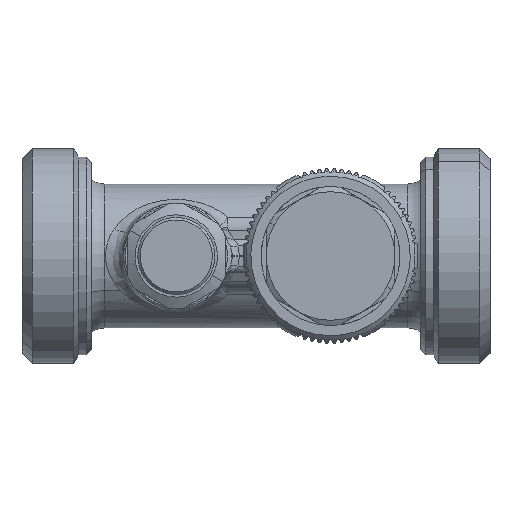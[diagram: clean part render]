
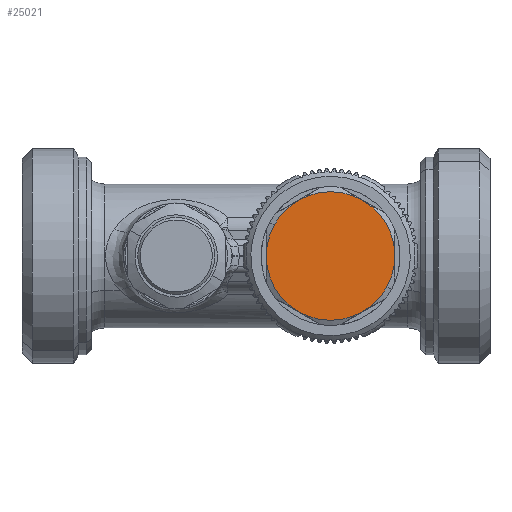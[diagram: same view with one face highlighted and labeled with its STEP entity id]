
A CAD part, left-side view. The second image highlights one B-rep face of the part: STEP entity #25021.
In plain terms, the highlighted planar face has unit normal (-1, 0, 0).
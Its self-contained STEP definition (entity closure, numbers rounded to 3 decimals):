
#24854=CARTESIAN_POINT('Axis2P3D Location',(-90.75,-12.5,0.)) ;
#24859=CARTESIAN_POINT('Axis2P3D Location',(-90.75,0.,0.)) ;
#24863=CARTESIAN_POINT('Vertex',(-90.75,12.5,0.003)) ;
#24865=CARTESIAN_POINT('Vertex',(-90.75,10.97,5.993)) ;
#24868=CARTESIAN_POINT('Axis2P3D Location',(-90.75,0.,0.)) ;
#24872=CARTESIAN_POINT('Vertex',(-90.75,12.5,0.)) ;
#24875=CARTESIAN_POINT('Axis2P3D Location',(-90.75,0.,0.)) ;
#24879=CARTESIAN_POINT('Vertex',(-90.75,12.5,-0.003)) ;
#24882=CARTESIAN_POINT('Axis2P3D Location',(-90.75,0.,0.)) ;
#24886=CARTESIAN_POINT('Vertex',(-90.75,6.252,-10.824)) ;
#24889=CARTESIAN_POINT('Axis2P3D Location',(-90.75,0.,0.)) ;
#24893=CARTESIAN_POINT('Vertex',(-90.75,6.25,-10.825)) ;
#24896=CARTESIAN_POINT('Axis2P3D Location',(-90.75,0.,0.)) ;
#24900=CARTESIAN_POINT('Vertex',(-90.75,6.248,-10.827)) ;
#24903=CARTESIAN_POINT('Axis2P3D Location',(-90.75,0.,0.)) ;
#24907=CARTESIAN_POINT('Vertex',(-90.75,-6.248,-10.827)) ;
#24910=CARTESIAN_POINT('Axis2P3D Location',(-90.75,0.,0.)) ;
#24914=CARTESIAN_POINT('Vertex',(-90.75,-6.25,-10.825)) ;
#24917=CARTESIAN_POINT('Axis2P3D Location',(-90.75,0.,0.)) ;
#24921=CARTESIAN_POINT('Vertex',(-90.75,-6.252,-10.824)) ;
#24924=CARTESIAN_POINT('Axis2P3D Location',(-90.75,0.,0.)) ;
#24928=CARTESIAN_POINT('Vertex',(-90.75,-10.97,-5.993)) ;
#24931=CARTESIAN_POINT('Axis2P3D Location',(-90.75,0.,0.)) ;
#24935=CARTESIAN_POINT('Vertex',(-90.75,-12.5,-0.003)) ;
#24938=CARTESIAN_POINT('Axis2P3D Location',(-90.75,0.,0.)) ;
#24942=CARTESIAN_POINT('Vertex',(-90.75,-12.5,0.)) ;
#24945=CARTESIAN_POINT('Axis2P3D Location',(-90.75,0.,0.)) ;
#24949=CARTESIAN_POINT('Vertex',(-90.75,-12.5,0.003)) ;
#24952=CARTESIAN_POINT('Axis2P3D Location',(-90.75,0.,0.)) ;
#24956=CARTESIAN_POINT('Vertex',(-90.75,-6.252,10.824)) ;
#24959=CARTESIAN_POINT('Axis2P3D Location',(-90.75,0.,0.)) ;
#24963=CARTESIAN_POINT('Vertex',(-90.75,-6.25,10.825)) ;
#24966=CARTESIAN_POINT('Axis2P3D Location',(-90.75,0.,0.)) ;
#24970=CARTESIAN_POINT('Vertex',(-90.75,-6.248,10.827)) ;
#24973=CARTESIAN_POINT('Axis2P3D Location',(-90.75,0.,0.)) ;
#24977=CARTESIAN_POINT('Vertex',(-90.75,6.248,10.827)) ;
#24980=CARTESIAN_POINT('Axis2P3D Location',(-90.75,0.,0.)) ;
#24984=CARTESIAN_POINT('Vertex',(-90.75,6.25,10.825)) ;
#24987=CARTESIAN_POINT('Axis2P3D Location',(-90.75,0.,0.)) ;
#24991=CARTESIAN_POINT('Vertex',(-90.75,6.252,10.824)) ;
#24994=CARTESIAN_POINT('Axis2P3D Location',(-90.75,0.,0.)) ;
#24855=DIRECTION('Axis2P3D Direction',(1.,0.,0.)) ;
#24856=DIRECTION('Axis2P3D XDirection',(0.,0.,-1.)) ;
#24860=DIRECTION('Axis2P3D Direction',(1.,0.,0.)) ;
#24869=DIRECTION('Axis2P3D Direction',(1.,0.,0.)) ;
#24876=DIRECTION('Axis2P3D Direction',(1.,0.,0.)) ;
#24883=DIRECTION('Axis2P3D Direction',(1.,0.,0.)) ;
#24890=DIRECTION('Axis2P3D Direction',(1.,0.,0.)) ;
#24897=DIRECTION('Axis2P3D Direction',(1.,0.,0.)) ;
#24904=DIRECTION('Axis2P3D Direction',(1.,0.,0.)) ;
#24911=DIRECTION('Axis2P3D Direction',(1.,0.,0.)) ;
#24918=DIRECTION('Axis2P3D Direction',(1.,0.,0.)) ;
#24925=DIRECTION('Axis2P3D Direction',(1.,0.,0.)) ;
#24932=DIRECTION('Axis2P3D Direction',(1.,0.,0.)) ;
#24939=DIRECTION('Axis2P3D Direction',(1.,0.,0.)) ;
#24946=DIRECTION('Axis2P3D Direction',(1.,0.,0.)) ;
#24953=DIRECTION('Axis2P3D Direction',(1.,0.,0.)) ;
#24960=DIRECTION('Axis2P3D Direction',(1.,0.,0.)) ;
#24967=DIRECTION('Axis2P3D Direction',(1.,0.,0.)) ;
#24974=DIRECTION('Axis2P3D Direction',(1.,0.,0.)) ;
#24981=DIRECTION('Axis2P3D Direction',(1.,0.,0.)) ;
#24988=DIRECTION('Axis2P3D Direction',(1.,0.,0.)) ;
#24995=DIRECTION('Axis2P3D Direction',(1.,0.,0.)) ;
#24857=AXIS2_PLACEMENT_3D('Plane Axis2P3D',#24854,#24855,#24856) ;
#24861=AXIS2_PLACEMENT_3D('Circle Axis2P3D',#24859,#24860,$) ;
#24870=AXIS2_PLACEMENT_3D('Circle Axis2P3D',#24868,#24869,$) ;
#24877=AXIS2_PLACEMENT_3D('Circle Axis2P3D',#24875,#24876,$) ;
#24884=AXIS2_PLACEMENT_3D('Circle Axis2P3D',#24882,#24883,$) ;
#24891=AXIS2_PLACEMENT_3D('Circle Axis2P3D',#24889,#24890,$) ;
#24898=AXIS2_PLACEMENT_3D('Circle Axis2P3D',#24896,#24897,$) ;
#24905=AXIS2_PLACEMENT_3D('Circle Axis2P3D',#24903,#24904,$) ;
#24912=AXIS2_PLACEMENT_3D('Circle Axis2P3D',#24910,#24911,$) ;
#24919=AXIS2_PLACEMENT_3D('Circle Axis2P3D',#24917,#24918,$) ;
#24926=AXIS2_PLACEMENT_3D('Circle Axis2P3D',#24924,#24925,$) ;
#24933=AXIS2_PLACEMENT_3D('Circle Axis2P3D',#24931,#24932,$) ;
#24940=AXIS2_PLACEMENT_3D('Circle Axis2P3D',#24938,#24939,$) ;
#24947=AXIS2_PLACEMENT_3D('Circle Axis2P3D',#24945,#24946,$) ;
#24954=AXIS2_PLACEMENT_3D('Circle Axis2P3D',#24952,#24953,$) ;
#24961=AXIS2_PLACEMENT_3D('Circle Axis2P3D',#24959,#24960,$) ;
#24968=AXIS2_PLACEMENT_3D('Circle Axis2P3D',#24966,#24967,$) ;
#24975=AXIS2_PLACEMENT_3D('Circle Axis2P3D',#24973,#24974,$) ;
#24982=AXIS2_PLACEMENT_3D('Circle Axis2P3D',#24980,#24981,$) ;
#24989=AXIS2_PLACEMENT_3D('Circle Axis2P3D',#24987,#24988,$) ;
#24996=AXIS2_PLACEMENT_3D('Circle Axis2P3D',#24994,#24995,$) ;
#24862=CIRCLE('generated circle',#24861,12.5) ;
#24871=CIRCLE('generated circle',#24870,12.5) ;
#24878=CIRCLE('generated circle',#24877,12.5) ;
#24885=CIRCLE('generated circle',#24884,12.5) ;
#24892=CIRCLE('generated circle',#24891,12.5) ;
#24899=CIRCLE('generated circle',#24898,12.5) ;
#24906=CIRCLE('generated circle',#24905,12.5) ;
#24913=CIRCLE('generated circle',#24912,12.5) ;
#24920=CIRCLE('generated circle',#24919,12.5) ;
#24927=CIRCLE('generated circle',#24926,12.5) ;
#24934=CIRCLE('generated circle',#24933,12.5) ;
#24941=CIRCLE('generated circle',#24940,12.5) ;
#24948=CIRCLE('generated circle',#24947,12.5) ;
#24955=CIRCLE('generated circle',#24954,12.5) ;
#24962=CIRCLE('generated circle',#24961,12.5) ;
#24969=CIRCLE('generated circle',#24968,12.5) ;
#24976=CIRCLE('generated circle',#24975,12.5) ;
#24983=CIRCLE('generated circle',#24982,12.5) ;
#24990=CIRCLE('generated circle',#24989,12.5) ;
#24997=CIRCLE('generated circle',#24996,12.5) ;
#24858=PLANE('',#24857) ;
#24867=EDGE_CURVE('',#24864,#24866,#24862,.T.) ;
#24874=EDGE_CURVE('',#24873,#24864,#24871,.T.) ;
#24881=EDGE_CURVE('',#24880,#24873,#24878,.T.) ;
#24888=EDGE_CURVE('',#24887,#24880,#24885,.T.) ;
#24895=EDGE_CURVE('',#24894,#24887,#24892,.T.) ;
#24902=EDGE_CURVE('',#24901,#24894,#24899,.T.) ;
#24909=EDGE_CURVE('',#24908,#24901,#24906,.T.) ;
#24916=EDGE_CURVE('',#24915,#24908,#24913,.T.) ;
#24923=EDGE_CURVE('',#24922,#24915,#24920,.T.) ;
#24930=EDGE_CURVE('',#24929,#24922,#24927,.T.) ;
#24937=EDGE_CURVE('',#24936,#24929,#24934,.T.) ;
#24944=EDGE_CURVE('',#24943,#24936,#24941,.T.) ;
#24951=EDGE_CURVE('',#24950,#24943,#24948,.T.) ;
#24958=EDGE_CURVE('',#24957,#24950,#24955,.T.) ;
#24965=EDGE_CURVE('',#24964,#24957,#24962,.T.) ;
#24972=EDGE_CURVE('',#24971,#24964,#24969,.T.) ;
#24979=EDGE_CURVE('',#24978,#24971,#24976,.T.) ;
#24986=EDGE_CURVE('',#24985,#24978,#24983,.T.) ;
#24993=EDGE_CURVE('',#24992,#24985,#24990,.T.) ;
#24998=EDGE_CURVE('',#24866,#24992,#24997,.T.) ;
#25000=ORIENTED_EDGE('',*,*,#24867,.F.) ;
#25001=ORIENTED_EDGE('',*,*,#24874,.F.) ;
#25002=ORIENTED_EDGE('',*,*,#24881,.F.) ;
#25003=ORIENTED_EDGE('',*,*,#24888,.F.) ;
#25004=ORIENTED_EDGE('',*,*,#24895,.F.) ;
#25005=ORIENTED_EDGE('',*,*,#24902,.F.) ;
#25006=ORIENTED_EDGE('',*,*,#24909,.F.) ;
#25007=ORIENTED_EDGE('',*,*,#24916,.F.) ;
#25008=ORIENTED_EDGE('',*,*,#24923,.F.) ;
#25009=ORIENTED_EDGE('',*,*,#24930,.F.) ;
#25010=ORIENTED_EDGE('',*,*,#24937,.F.) ;
#25011=ORIENTED_EDGE('',*,*,#24944,.F.) ;
#25012=ORIENTED_EDGE('',*,*,#24951,.F.) ;
#25013=ORIENTED_EDGE('',*,*,#24958,.F.) ;
#25014=ORIENTED_EDGE('',*,*,#24965,.F.) ;
#25015=ORIENTED_EDGE('',*,*,#24972,.F.) ;
#25016=ORIENTED_EDGE('',*,*,#24979,.F.) ;
#25017=ORIENTED_EDGE('',*,*,#24986,.F.) ;
#25018=ORIENTED_EDGE('',*,*,#24993,.F.) ;
#25019=ORIENTED_EDGE('',*,*,#24998,.F.) ;
#24999=EDGE_LOOP('',(#25000,#25001,#25002,#25003,#25004,#25005,#25006,#25007,#25008,#25009,#25010,#25011,#25012,#25013,#25014,#25015,#25016,#25017,#25018,#25019)) ;
#24864=VERTEX_POINT('',#24863) ;
#24866=VERTEX_POINT('',#24865) ;
#24873=VERTEX_POINT('',#24872) ;
#24880=VERTEX_POINT('',#24879) ;
#24887=VERTEX_POINT('',#24886) ;
#24894=VERTEX_POINT('',#24893) ;
#24901=VERTEX_POINT('',#24900) ;
#24908=VERTEX_POINT('',#24907) ;
#24915=VERTEX_POINT('',#24914) ;
#24922=VERTEX_POINT('',#24921) ;
#24929=VERTEX_POINT('',#24928) ;
#24936=VERTEX_POINT('',#24935) ;
#24943=VERTEX_POINT('',#24942) ;
#24950=VERTEX_POINT('',#24949) ;
#24957=VERTEX_POINT('',#24956) ;
#24964=VERTEX_POINT('',#24963) ;
#24971=VERTEX_POINT('',#24970) ;
#24978=VERTEX_POINT('',#24977) ;
#24985=VERTEX_POINT('',#24984) ;
#24992=VERTEX_POINT('',#24991) ;
#25021=ADVANCED_FACE('PartBody',(#25020),#24858,.F.) ;
#25020=FACE_OUTER_BOUND('',#24999,.T.) ;
